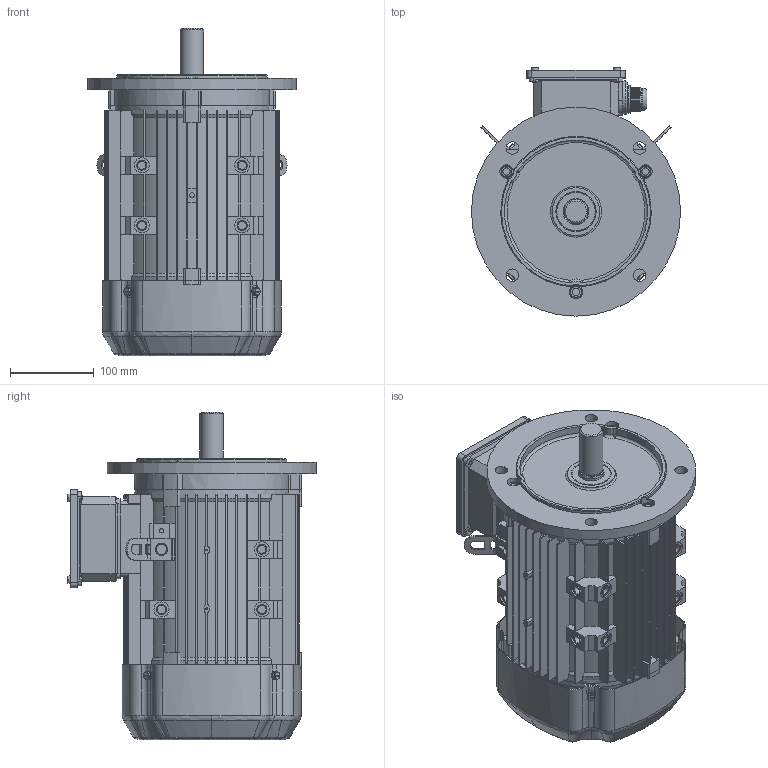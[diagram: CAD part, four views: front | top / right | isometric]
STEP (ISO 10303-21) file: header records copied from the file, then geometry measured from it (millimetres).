
FILE_DESCRIPTION(/* description */ (''),/* implementation_level */ '2;1');
FILE_NAME(/* name */ 'FCA-IE3-112-M-2468-B5-Ver.2.step',/* time_stamp */ '2021-12-16T08:34:43+08:00',/* author */ (''),/* organization */ (''),/* preprocessor_version */ 'ST-DEVELOPER v16',/* originating_system */ 'SIEMENS PLM Software NX 10.0',/* authorisation */ '');
FILE_SCHEMA (('AUTOMOTIVE_DESIGN { 1 0 10303 214 3 1 1 1 }'));
Products named in the file (1): FCA-IE3-112-M-2468-B5-Ver.2_step
Bounding box: 250 x 297 x 392 mm (x, y, z)
Volume: 2344165.2 mm3; surface area: 1215807.7 mm2
Topology: 52 solids, 52 shells, 4313 faces, 12044 edges, 7965 vertices
Faces by surface type: plane 2248, cylinder 1477, bspline 238, cone 179, torus 171
Full cylindrical faces by diameter (mm): 2 x4, 4.2 x4, 4.48 x9, 4.8 x10, 5 x30, 5.3 x5, 5.8 x14, 6 x1, 7.188 x6, 8 x15, 8.58 x2, 9.1 x6, 10 x27, 11 x2, 12 x16, 14.785 x2, 15 x4, 16 x7, 17.188 x1, 18 x16, 20.312 x2, 23.438 x5, 24.2 x2, 24.219 x6, 25 x13, 25.781 x6, 26 x1, 26.562 x6, 26.953 x1, 27 x1
Entity records: 196039 total; most frequent: CARTESIAN_POINT 77464, ORIENTED_EDGE 22832, DIRECTION 20972, EDGE_CURVE 11416, VERTEX_POINT 7720, AXIS2_PLACEMENT_3D 7351, LINE 6270, VECTOR 6270
